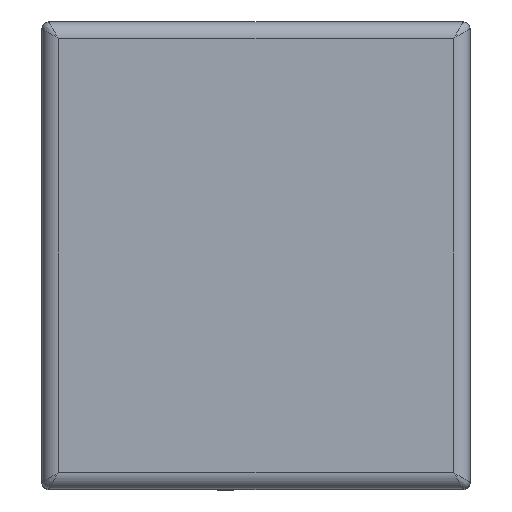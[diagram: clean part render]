
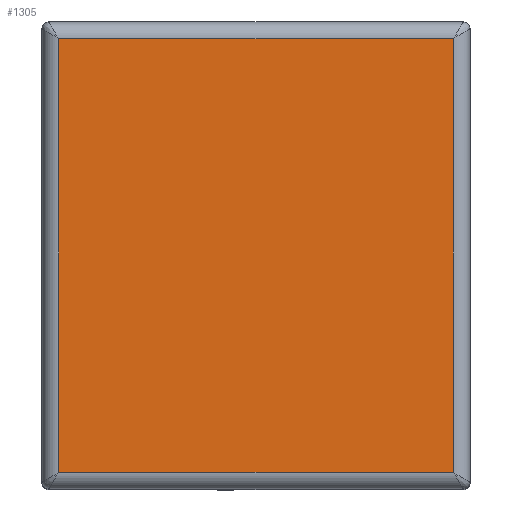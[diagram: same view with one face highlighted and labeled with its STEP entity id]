
A CAD part, top view. The second image highlights one B-rep face of the part: STEP entity #1305.
In plain terms, the highlighted planar face has unit normal (0, 0, 1).
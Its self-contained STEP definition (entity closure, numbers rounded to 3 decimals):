
#908 = VERTEX_POINT('',#909);
#909 = CARTESIAN_POINT('',(0.5,-6.5,6.5));
#924 = EDGE_CURVE('',#908,#925,#927,.T.);
#925 = VERTEX_POINT('',#926);
#926 = CARTESIAN_POINT('',(0.5,6.5,6.5));
#927 = LINE('',#928,#929);
#928 = CARTESIAN_POINT('',(0.5,-7.,6.5));
#929 = VECTOR('',#930,1.);
#930 = DIRECTION('',(0.,1.,0.));
#1305 = ADVANCED_FACE('',(#1306),#1331,.T.);
#1306 = FACE_BOUND('',#1307,.T.);
#1307 = EDGE_LOOP('',(#1308,#1309,#1317,#1325));
#1308 = ORIENTED_EDGE('',*,*,#924,.F.);
#1309 = ORIENTED_EDGE('',*,*,#1310,.T.);
#1310 = EDGE_CURVE('',#908,#1311,#1313,.T.);
#1311 = VERTEX_POINT('',#1312);
#1312 = CARTESIAN_POINT('',(12.33,-6.5,6.5));
#1313 = LINE('',#1314,#1315);
#1314 = CARTESIAN_POINT('',(0.,-6.5,6.5));
#1315 = VECTOR('',#1316,1.);
#1316 = DIRECTION('',(1.,0.,0.));
#1317 = ORIENTED_EDGE('',*,*,#1318,.T.);
#1318 = EDGE_CURVE('',#1311,#1319,#1321,.T.);
#1319 = VERTEX_POINT('',#1320);
#1320 = CARTESIAN_POINT('',(12.33,6.5,6.5));
#1321 = LINE('',#1322,#1323);
#1322 = CARTESIAN_POINT('',(12.33,-7.,6.5));
#1323 = VECTOR('',#1324,1.);
#1324 = DIRECTION('',(0.,1.,0.));
#1325 = ORIENTED_EDGE('',*,*,#1326,.F.);
#1326 = EDGE_CURVE('',#925,#1319,#1327,.T.);
#1327 = LINE('',#1328,#1329);
#1328 = CARTESIAN_POINT('',(0.,6.5,6.5));
#1329 = VECTOR('',#1330,1.);
#1330 = DIRECTION('',(1.,0.,0.));
#1331 = PLANE('',#1332);
#1332 = AXIS2_PLACEMENT_3D('',#1333,#1334,#1335);
#1333 = CARTESIAN_POINT('',(0.,-7.,6.5));
#1334 = DIRECTION('',(0.,0.,1.));
#1335 = DIRECTION('',(1.,0.,-0.));
